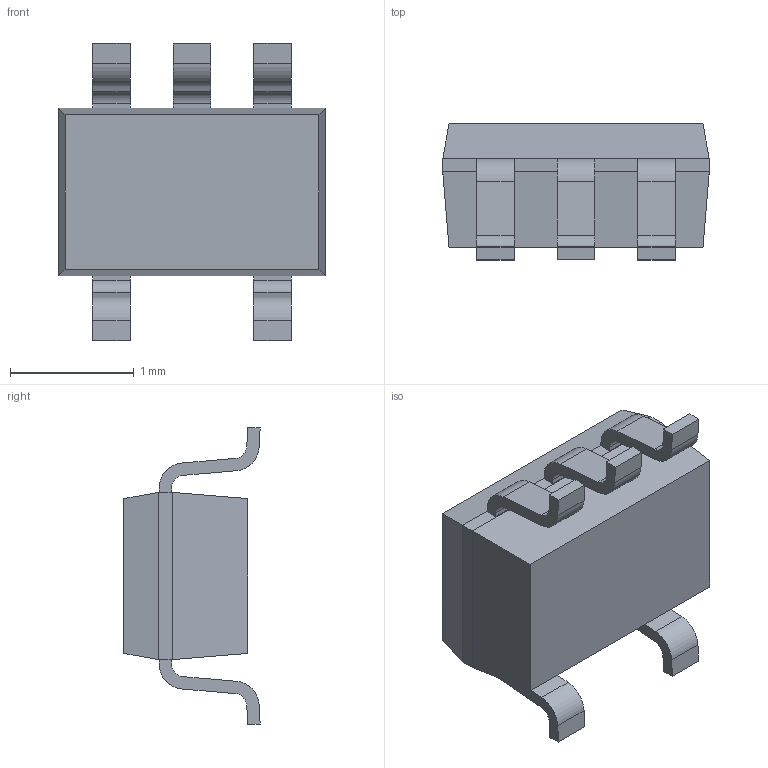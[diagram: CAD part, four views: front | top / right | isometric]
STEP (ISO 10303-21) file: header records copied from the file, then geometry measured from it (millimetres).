
FILE_DESCRIPTION((''),'2;1');
FILE_NAME('SC70-5_P0-65_L2-15_W1-35','2019-10-05T',('Dragos'),(''),'PRO/ENGINEER BY PARAMETRIC TECHNOLOGY CORPORATION, 2004440','PRO/ENGINEER BY PARAMETRIC TECHNOLOGY CORPORATION, 2004440','');
FILE_SCHEMA(('AUTOMOTIVE_DESIGN { 1 0 10303 214 1 1 1 1 }'));
Length unit declared in the file: millimetre
Products named in the file (1): SC70-5_P0-65_L2-15_W1-35
Bounding box: 2.15 x 1.1 x 2.4 mm (x, y, z)
Volume: 2.9 mm3; surface area: 16.3 mm2
Topology: 1 solids, 1 shells, 275 faces, 775 edges, 514 vertices
Faces by surface type: plane 255, cylinder 20
Entity records: 11324 total; most frequent: CARTESIAN_POINT 1566, ORIENTED_EDGE 1550, DIRECTION 1367, PRESENTATION_STYLE_ASSIGNMENT 792, STYLED_ITEM 777, CURVE_STYLE 776, EDGE_CURVE 775, VECTOR 735
